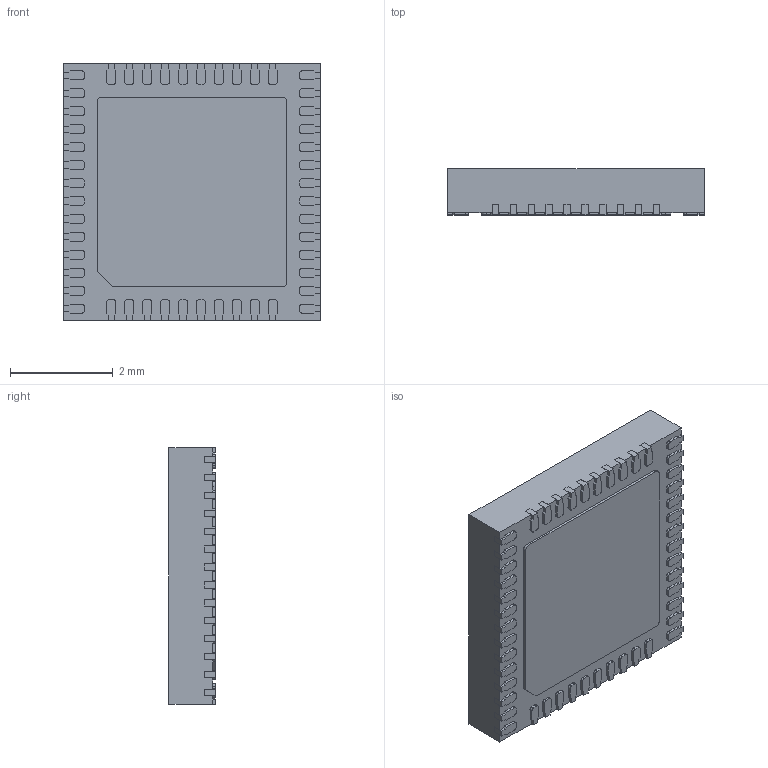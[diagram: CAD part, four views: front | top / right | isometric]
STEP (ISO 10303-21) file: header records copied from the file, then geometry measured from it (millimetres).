
FILE_DESCRIPTION (( 'STEP AP214' ), '1' );
FILE_NAME ('ESP32-U4WDH.STEP', '2022-10-18T03:40:02', ( '' ), ( '' ), 'SwSTEP 2.0', 'SolidWorks 2017', '' );
FILE_SCHEMA (( 'AUTOMOTIVE_DESIGN' ));
Length unit declared in the file: millimetre
Products named in the file (1): ESP32-U4WDH
Bounding box: 5 x 0.9 x 5 mm (x, y, z)
Volume: 22.1 mm3; surface area: 121.3 mm2
Topology: 51 solids, 51 shells, 1088 faces, 2952 edges, 1968 vertices
Faces by surface type: plane 886, cylinder 202
Entity records: 34448 total; most frequent: CARTESIAN_POINT 6009, ORIENTED_EDGE 5904, DIRECTION 5534, EDGE_CURVE 2952, VECTOR 2548, LINE 2548, VERTEX_POINT 1968, AXIS2_PLACEMENT_3D 1493
